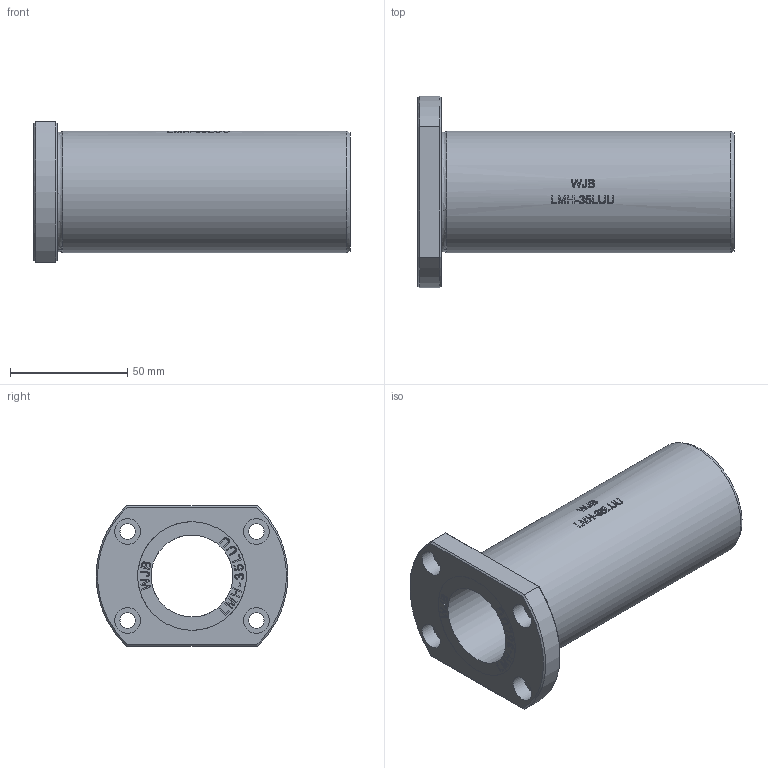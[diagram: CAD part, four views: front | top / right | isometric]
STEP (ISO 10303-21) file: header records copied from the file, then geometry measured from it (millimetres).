
FILE_DESCRIPTION(/* description */ (''),/* implementation_level */ '2;1');
FILE_NAME(/* name */ 'WJB-LMH-35LUU.stp',/* time_stamp */ '2018-09-18T23:52:51+08:00',/* author */ (''),/* organization */ (''),/* preprocessor_version */ 'ST-DEVELOPER v11',/* originating_system */ 'SIEMENS UGS NX 6.0',/* authorisation */ '');
FILE_SCHEMA (('CONFIG_CONTROL_DESIGN'));
Length unit declared in the file: millimetre
Products named in the file (1): WJB-LMH-35LUU
Bounding box: 135 x 82 x 60 mm (x, y, z)
Volume: 176371 mm3; surface area: 45431.3 mm2
Topology: 1 solids, 1 shells, 371 faces, 971 edges, 651 vertices
Faces by surface type: plane 247, extrusion 90, cylinder 28, cone 4, torus 2
Full cylindrical faces by diameter (mm): 6.6 x4, 11 x4, 35 x1, 46.4 x2, 52 x1
Entity records: 14538 total; most frequent: CARTESIAN_POINT 5920, ORIENTED_EDGE 1914, DIRECTION 1358, EDGE_CURVE 957, VERTEX_POINT 651, VECTOR 584, LINE 494, B_SPLINE_CURVE_WITH_KNOTS 448
